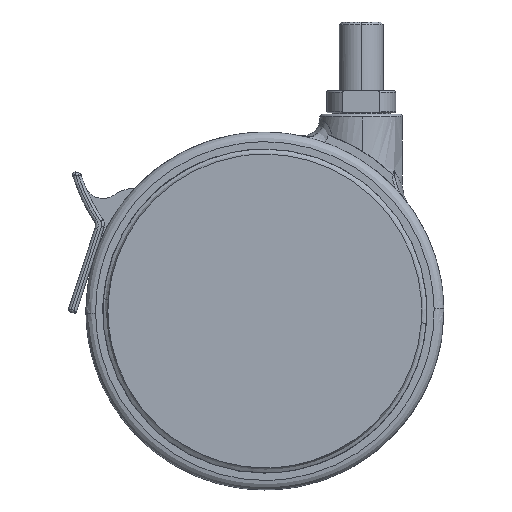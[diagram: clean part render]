
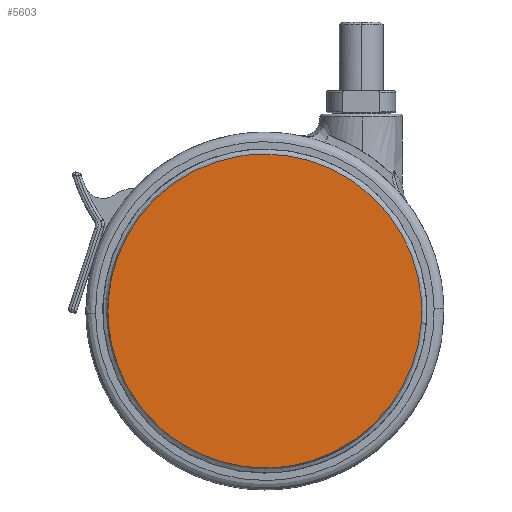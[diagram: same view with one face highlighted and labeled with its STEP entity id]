
A CAD part, front view. The second image highlights one B-rep face of the part: STEP entity #5603.
In plain terms, the highlighted free-form (B-spline) face has degree [1, 1] with [2, 2] control points.
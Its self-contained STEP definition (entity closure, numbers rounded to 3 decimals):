
#5532=CARTESIAN_POINT('',(-97.681,-25.0,-8.806));
#5533=CARTESIAN_POINT('',(-97.681,-25.0,-134.194));
#5534=CARTESIAN_POINT('',(27.681,-25.0,-8.806));
#5535=CARTESIAN_POINT('',(27.681,-25.0,-134.194));
#5536=B_SPLINE_SURFACE_WITH_KNOTS('',1,1,((#5532,#5534),(#5533,#5535)),.UNSPECIFIED.,.F.,.F.,.U.,(2,2),(2,2),(0.0,125.389),(0.0,125.362),.UNSPECIFIED.);
#5537=CARTESIAN_POINT('',(-91.838,-25.,-67.206));
#5538=VERTEX_POINT('',#5537);
#5539=CARTESIAN_POINT('',(-35.0,-25.,-14.5));
#5540=VERTEX_POINT('',#5539);
#5541=CARTESIAN_POINT('',(-91.838,-25.,-67.206));
#5542=CARTESIAN_POINT('',(-87.857,-25.,-14.5));
#5543=CARTESIAN_POINT('',(-35.0,-25.,-14.5));
#5551=(BOUNDED_CURVE()B_SPLINE_CURVE(2,(#5541,#5542,#5543),.UNSPECIFIED.,.F.,.U.)B_SPLINE_CURVE_WITH_KNOTS((3,3),(0.763,1.0),.UNSPECIFIED.)CURVE()GEOMETRIC_REPRESENTATION_ITEM()RATIONAL_B_SPLINE_CURVE((0.971,0.722,1.0))REPRESENTATION_ITEM(''));
#5552=EDGE_CURVE('',#5538,#5540,#5551,.T.);
#5553=ORIENTED_EDGE('',*,*,#5552,.F.);
#5554=CARTESIAN_POINT('',(-35.0,-25.0,-128.5));
#5555=VERTEX_POINT('',#5554);
#5556=CARTESIAN_POINT('',(-35.0,-25.0,-128.5));
#5557=CARTESIAN_POINT('',(-92.,-25.,-128.5));
#5558=CARTESIAN_POINT('',(-92.,-25.,-71.5));
#5559=CARTESIAN_POINT('',(-92.,-25.,-69.35));
#5560=CARTESIAN_POINT('',(-91.838,-25.,-67.206));
#5568=(BOUNDED_CURVE()B_SPLINE_CURVE(2,(#5556,#5557,#5558,#5559,#5560),.UNSPECIFIED.,.F.,.U.)B_SPLINE_CURVE_WITH_KNOTS((3,2,3),(0.5,0.75,0.763),.UNSPECIFIED.)CURVE()GEOMETRIC_REPRESENTATION_ITEM()RATIONAL_B_SPLINE_CURVE((1.0,0.707,1.0,0.985,0.971))REPRESENTATION_ITEM(''));
#5569=EDGE_CURVE('',#5555,#5538,#5568,.T.);
#5570=ORIENTED_EDGE('',*,*,#5569,.F.);
#5571=CARTESIAN_POINT('',(21.838,-25.,-75.794));
#5572=VERTEX_POINT('',#5571);
#5573=CARTESIAN_POINT('',(21.838,-25.,-75.794));
#5574=CARTESIAN_POINT('',(17.857,-25.,-128.5));
#5575=CARTESIAN_POINT('',(-35.0,-25.0,-128.5));
#5583=(BOUNDED_CURVE()B_SPLINE_CURVE(2,(#5573,#5574,#5575),.UNSPECIFIED.,.F.,.U.)B_SPLINE_CURVE_WITH_KNOTS((3,3),(0.263,0.5),.UNSPECIFIED.)CURVE()GEOMETRIC_REPRESENTATION_ITEM()RATIONAL_B_SPLINE_CURVE((0.971,0.722,1.0))REPRESENTATION_ITEM(''));
#5584=EDGE_CURVE('',#5572,#5555,#5583,.T.);
#5585=ORIENTED_EDGE('',*,*,#5584,.F.);
#5586=CARTESIAN_POINT('',(-35.0,-25.,-14.5));
#5587=CARTESIAN_POINT('',(22.,-25.,-14.5));
#5588=CARTESIAN_POINT('',(22.,-25.,-71.5));
#5589=CARTESIAN_POINT('',(22.,-25.,-73.65));
#5590=CARTESIAN_POINT('',(21.838,-25.,-75.794));
#5598=(BOUNDED_CURVE()B_SPLINE_CURVE(2,(#5586,#5587,#5588,#5589,#5590),.UNSPECIFIED.,.F.,.U.)B_SPLINE_CURVE_WITH_KNOTS((3,2,3),(0.0,0.25,0.263),.UNSPECIFIED.)CURVE()GEOMETRIC_REPRESENTATION_ITEM()RATIONAL_B_SPLINE_CURVE((1.0,0.707,1.0,0.985,0.971))REPRESENTATION_ITEM(''));
#5599=EDGE_CURVE('',#5540,#5572,#5598,.T.);
#5600=ORIENTED_EDGE('',*,*,#5599,.F.);
#5601=EDGE_LOOP('',(#5553,#5570,#5585,#5600));
#5602=FACE_OUTER_BOUND('',#5601,.T.);
#5603=ADVANCED_FACE('',(#5602),#5536,.T.);
